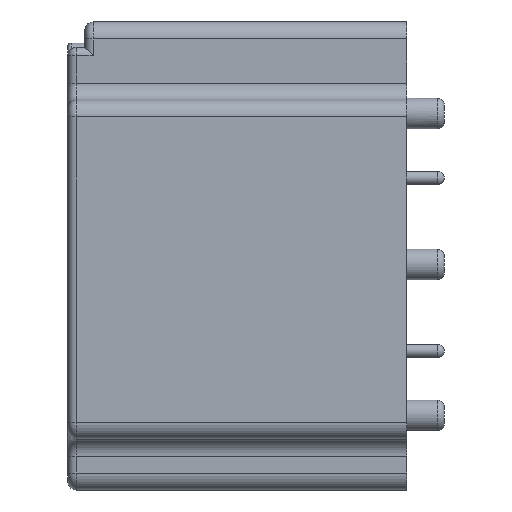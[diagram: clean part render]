
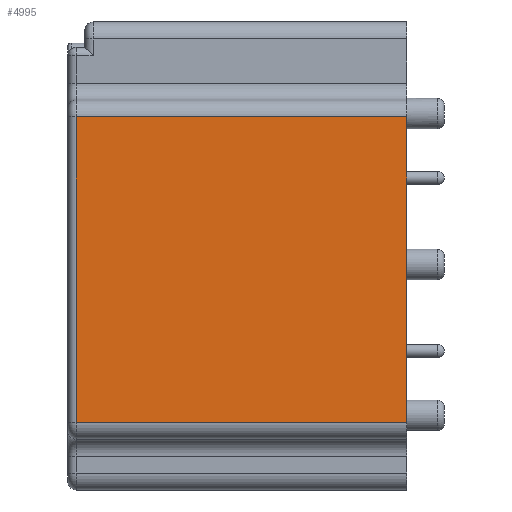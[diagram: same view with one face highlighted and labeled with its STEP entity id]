
A CAD part, left-side view. The second image highlights one B-rep face of the part: STEP entity #4995.
In plain terms, the highlighted planar face has unit normal (-1, 0, 0).
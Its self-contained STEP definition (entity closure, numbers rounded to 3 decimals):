
#2055 = VERTEX_POINT ( 'NONE', #11397 ) ;
#2208 = DIRECTION ( 'NONE',  ( 0., 0., -1. ) ) ;
#2249 = CARTESIAN_POINT ( 'NONE',  ( -16., 20., -9.8 ) ) ;
#2334 = VERTEX_POINT ( 'NONE', #5053 ) ;
#2356 = VECTOR ( 'NONE', #10422, 1000. ) ;
#2438 = CARTESIAN_POINT ( 'NONE',  ( -16., 19.5, -9.8 ) ) ;
#2643 = EDGE_CURVE ( 'NONE', #7490, #2055, #4251, .T. ) ;
#3367 = CARTESIAN_POINT ( 'NONE',  ( -16., 20., -9.8 ) ) ;
#3626 = CARTESIAN_POINT ( 'NONE',  ( -16., 0., -9.8 ) ) ;
#3971 = EDGE_CURVE ( 'NONE', #6194, #2055, #6961, .T. ) ;
#4251 = LINE ( 'NONE', #8940, #7546 ) ;
#4533 = DIRECTION ( 'NONE',  ( 1., 0., 0. ) ) ;
#4684 = LINE ( 'NONE', #2438, #9282 ) ;
#4834 = ORIENTED_EDGE ( 'NONE', *, *, #12248, .T. ) ;
#4879 = EDGE_LOOP ( 'NONE', ( #14032, #4834, #13399, #12896 ) ) ;
#4995 = ADVANCED_FACE ( 'NONE', ( #5998 ), #10540, .F. ) ;
#5053 = CARTESIAN_POINT ( 'NONE',  ( -16., 19.5, -9.8 ) ) ;
#5812 = DIRECTION ( 'NONE',  ( 0., 0., 1. ) ) ;
#5841 = DIRECTION ( 'NONE',  ( 0., 0., -1. ) ) ;
#5998 = FACE_OUTER_BOUND ( 'NONE', #4879, .T. ) ;
#6194 = VERTEX_POINT ( 'NONE', #9201 ) ;
#6961 = LINE ( 'NONE', #3626, #9088 ) ;
#7490 = VERTEX_POINT ( 'NONE', #14677 ) ;
#7546 = VECTOR ( 'NONE', #13661, 1000. ) ;
#8940 = CARTESIAN_POINT ( 'NONE',  ( -16., 20., 8.2 ) ) ;
#9088 = VECTOR ( 'NONE', #5812, 1000. ) ;
#9201 = CARTESIAN_POINT ( 'NONE',  ( -16., 0., -9.8 ) ) ;
#9282 = VECTOR ( 'NONE', #5841, 1000. ) ;
#9621 = AXIS2_PLACEMENT_3D ( 'NONE', #3367, #4533, #2208 ) ;
#10422 = DIRECTION ( 'NONE',  ( 0., -1., 0. ) ) ;
#10540 = PLANE ( 'NONE',  #9621 ) ;
#11397 = CARTESIAN_POINT ( 'NONE',  ( -16., 0., 8.2 ) ) ;
#11586 = LINE ( 'NONE', #2249, #2356 ) ;
#12248 = EDGE_CURVE ( 'NONE', #7490, #2334, #4684, .T. ) ;
#12835 = EDGE_CURVE ( 'NONE', #2334, #6194, #11586, .T. ) ;
#12896 = ORIENTED_EDGE ( 'NONE', *, *, #3971, .T. ) ;
#13399 = ORIENTED_EDGE ( 'NONE', *, *, #12835, .T. ) ;
#13661 = DIRECTION ( 'NONE',  ( 0., -1., 0. ) ) ;
#14032 = ORIENTED_EDGE ( 'NONE', *, *, #2643, .F. ) ;
#14677 = CARTESIAN_POINT ( 'NONE',  ( -16., 19.5, 8.2 ) ) ;
